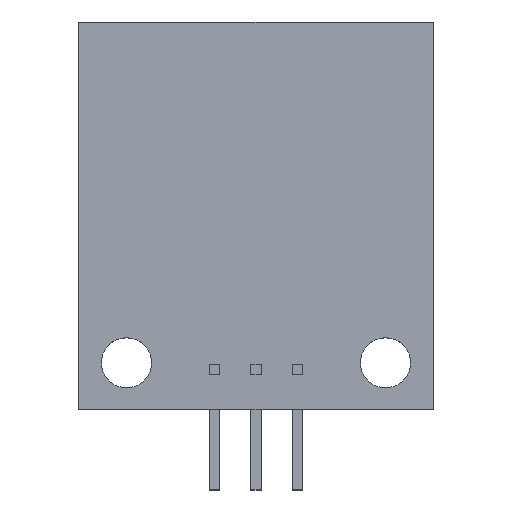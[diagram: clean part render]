
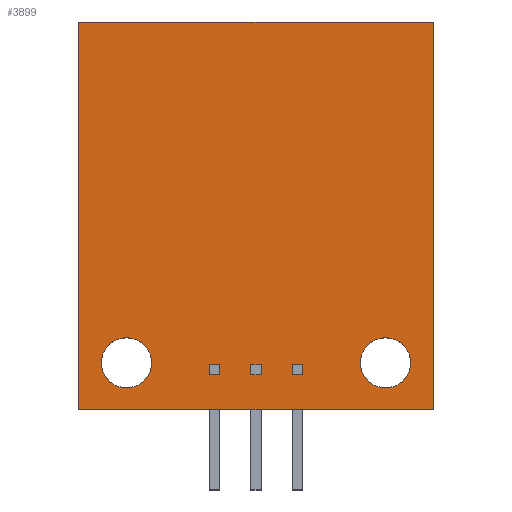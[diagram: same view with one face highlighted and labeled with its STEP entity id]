
A CAD part, top view. The second image highlights one B-rep face of the part: STEP entity #3899.
In plain terms, the highlighted planar face has unit normal (0, 0, 1).
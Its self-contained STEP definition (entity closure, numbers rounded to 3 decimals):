
#1095=DIRECTION('',(-1.,0.,0.));
#1096=VECTOR('',#1095,21.2);
#1097=CARTESIAN_POINT('',(10.6,11.6,1.6));
#1098=LINE('',#1097,#1096);
#1102=DIRECTION('',(0.,1.,0.));
#1103=VECTOR('',#1102,23.2);
#1104=CARTESIAN_POINT('',(10.6,-11.6,1.6));
#1105=LINE('',#1104,#1103);
#1109=DIRECTION('',(1.,0.,0.));
#1110=VECTOR('',#1109,21.2);
#1111=CARTESIAN_POINT('',(-10.6,-11.6,1.6));
#1112=LINE('',#1111,#1110);
#1116=DIRECTION('',(0.,-1.,0.));
#1117=VECTOR('',#1116,23.2);
#1118=CARTESIAN_POINT('',(-10.6,11.6,1.6));
#1119=LINE('',#1118,#1117);
#1123=CARTESIAN_POINT('',(7.75,-8.8,1.6));
#1124=DIRECTION('',(0.,0.,1.));
#1125=DIRECTION('',(0.,-1.,0.));
#1126=AXIS2_PLACEMENT_3D('',#1123,#1124,#1125);
#1131=CARTESIAN_POINT('',(7.75,-8.8,1.6));
#1132=DIRECTION('',(0.,0.,1.));
#1133=DIRECTION('',(0.,1.,0.));
#1134=AXIS2_PLACEMENT_3D('',#1131,#1132,#1133);
#1139=CARTESIAN_POINT('',(-7.75,-8.8,1.6));
#1140=DIRECTION('',(0.,0.,1.));
#1141=DIRECTION('',(0.,-1.,0.));
#1142=AXIS2_PLACEMENT_3D('',#1139,#1140,#1141);
#1147=CARTESIAN_POINT('',(-7.75,-8.8,1.6));
#1148=DIRECTION('',(0.,0.,1.));
#1149=DIRECTION('',(0.,1.,0.));
#1150=AXIS2_PLACEMENT_3D('',#1147,#1148,#1149);
#3142=CARTESIAN_POINT('',(10.6,11.6,1.6));
#3143=CARTESIAN_POINT('',(-10.6,11.6,1.6));
#3144=VERTEX_POINT('',#3142);
#3145=VERTEX_POINT('',#3143);
#3146=CARTESIAN_POINT('',(-10.6,-11.6,1.6));
#3147=VERTEX_POINT('',#3146);
#3148=CARTESIAN_POINT('',(10.6,-11.6,1.6));
#3149=VERTEX_POINT('',#3148);
#3158=CARTESIAN_POINT('',(7.75,-10.3,1.6));
#3159=CARTESIAN_POINT('',(7.75,-7.3,1.6));
#3160=VERTEX_POINT('',#3158);
#3161=VERTEX_POINT('',#3159);
#3162=CARTESIAN_POINT('',(-7.75,-10.3,1.6));
#3163=CARTESIAN_POINT('',(-7.75,-7.3,1.6));
#3164=VERTEX_POINT('',#3162);
#3165=VERTEX_POINT('',#3163);
#3876=CARTESIAN_POINT('',(0.,0.,1.6));
#3877=DIRECTION('',(0.,0.,1.));
#3878=DIRECTION('',(0.,-1.,0.));
#3879=AXIS2_PLACEMENT_3D('',#3876,#3877,#3878);
#3880=PLANE('',#3879);
#3881=ORIENTED_EDGE('',*,*,#3828,.F.);
#3882=ORIENTED_EDGE('',*,*,#3843,.F.);
#3883=ORIENTED_EDGE('',*,*,#3857,.F.);
#3884=ORIENTED_EDGE('',*,*,#3870,.F.);
#3885=EDGE_LOOP('',(#3881,#3882,#3883,#3884));
#3886=FACE_OUTER_BOUND('',#3885,.F.);
#3888=ORIENTED_EDGE('',*,*,#3887,.T.);
#3890=ORIENTED_EDGE('',*,*,#3889,.T.);
#3891=EDGE_LOOP('',(#3888,#3890));
#3892=FACE_BOUND('',#3891,.F.);
#3894=ORIENTED_EDGE('',*,*,#3893,.T.);
#3896=ORIENTED_EDGE('',*,*,#3895,.T.);
#3897=EDGE_LOOP('',(#3894,#3896));
#3898=FACE_BOUND('',#3897,.F.);
#1127=CIRCLE('',#1126,1.5);
#1135=CIRCLE('',#1134,1.5);
#1143=CIRCLE('',#1142,1.5);
#1151=CIRCLE('',#1150,1.5);
#3828=EDGE_CURVE('',#3144,#3145,#1098,.T.);
#3843=EDGE_CURVE('',#3149,#3144,#1105,.T.);
#3857=EDGE_CURVE('',#3147,#3149,#1112,.T.);
#3870=EDGE_CURVE('',#3145,#3147,#1119,.T.);
#3887=EDGE_CURVE('',#3160,#3161,#1127,.T.);
#3889=EDGE_CURVE('',#3161,#3160,#1135,.T.);
#3893=EDGE_CURVE('',#3164,#3165,#1143,.T.);
#3895=EDGE_CURVE('',#3165,#3164,#1151,.T.);
#3899=ADVANCED_FACE('',(#3886,#3892,#3898),#3880,.T.);
